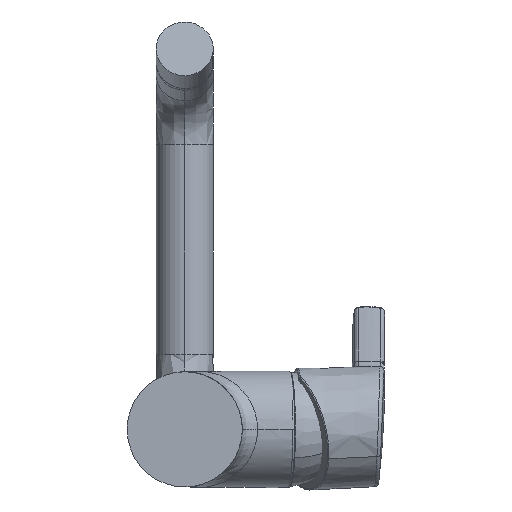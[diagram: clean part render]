
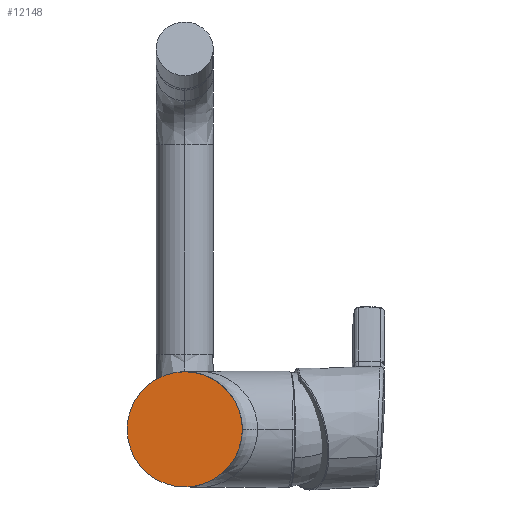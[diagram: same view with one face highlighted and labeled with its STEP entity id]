
A CAD part, front view. The second image highlights one B-rep face of the part: STEP entity #12148.
In plain terms, the highlighted planar face has unit normal (0, -1, 0).
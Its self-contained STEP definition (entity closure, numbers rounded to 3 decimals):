
#115 = DIRECTION ( 'NONE',  ( 0., 1., 0. ) ) ;
#266 = EDGE_CURVE ( 'NONE', #4664, #5935, #8170, .T. ) ;
#718 = CARTESIAN_POINT ( 'NONE',  ( -295.034, 331.579, 450.517 ) ) ;
#2326 = EDGE_LOOP ( 'NONE', ( #13188, #6625 ) ) ;
#3040 = CARTESIAN_POINT ( 'NONE',  ( -249.034, 331.579, 450.517 ) ) ;
#4336 = AXIS2_PLACEMENT_3D ( 'NONE', #10825, #115, #8511 ) ;
#4639 = DIRECTION ( 'NONE',  ( 0., 1., 0. ) ) ;
#4664 = VERTEX_POINT ( 'NONE', #3040 ) ;
#5540 = DIRECTION ( 'NONE',  ( -1., 0., 0. ) ) ;
#5935 = VERTEX_POINT ( 'NONE', #718 ) ;
#6625 = ORIENTED_EDGE ( 'NONE', *, *, #266, .F. ) ;
#7988 = CARTESIAN_POINT ( 'NONE',  ( -272.034, 331.579, 450.517 ) ) ;
#8170 = CIRCLE ( 'NONE', #12580, 23. ) ;
#8511 = DIRECTION ( 'NONE',  ( 1., 0., 0. ) ) ;
#8840 = CIRCLE ( 'NONE', #14290, 23. ) ;
#9154 = DIRECTION ( 'NONE',  ( 0., 1., 0. ) ) ;
#10449 = FACE_OUTER_BOUND ( 'NONE', #2326, .T. ) ;
#10825 = CARTESIAN_POINT ( 'NONE',  ( -272.034, 331.579, 450.517 ) ) ;
#11814 = CARTESIAN_POINT ( 'NONE',  ( -272.034, 331.579, 450.517 ) ) ;
#12148 = ADVANCED_FACE ( 'NONE', ( #10449 ), #14480, .F. ) ;
#12580 = AXIS2_PLACEMENT_3D ( 'NONE', #7988, #9154, #5540 ) ;
#13026 = DIRECTION ( 'NONE',  ( -1., 0., 0. ) ) ;
#13188 = ORIENTED_EDGE ( 'NONE', *, *, #13655, .F. ) ;
#13655 = EDGE_CURVE ( 'NONE', #5935, #4664, #8840, .T. ) ;
#14290 = AXIS2_PLACEMENT_3D ( 'NONE', #11814, #4639, #13026 ) ;
#14480 = PLANE ( 'NONE',  #4336 ) ;
